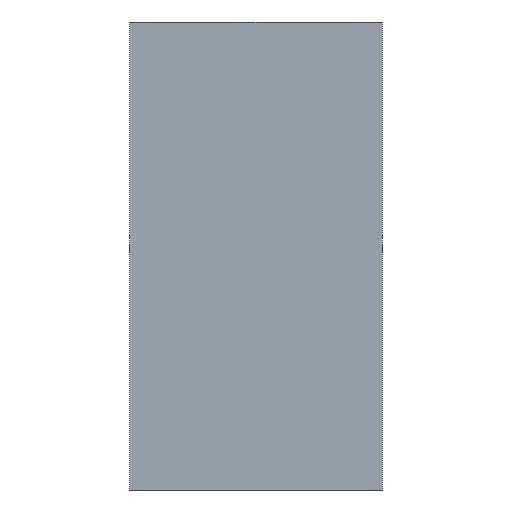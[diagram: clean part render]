
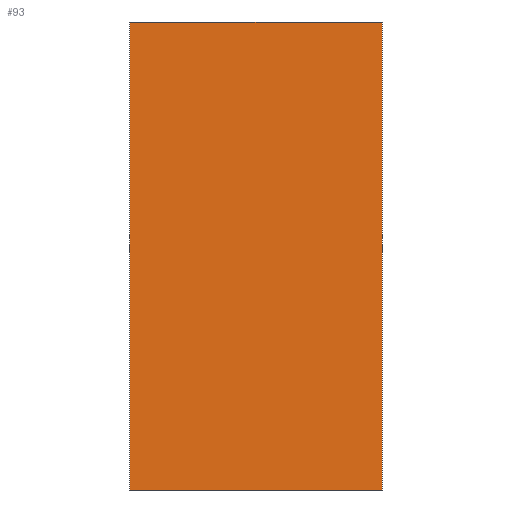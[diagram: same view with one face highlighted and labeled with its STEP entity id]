
A CAD part, front view. The second image highlights one B-rep face of the part: STEP entity #93.
In plain terms, the highlighted planar face has unit normal (0.707, -0.707, 0).
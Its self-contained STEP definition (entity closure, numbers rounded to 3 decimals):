
#93=ADVANCED_FACE('',(#155),#157,.T.);
#155=FACE_BOUND('',#156,.T.);
#156=EDGE_LOOP('',(#196,#197,#198,#199));
#157=PLANE('',#158);
#158=AXIS2_PLACEMENT_3D('',#159,#160,#161);
#159=CARTESIAN_POINT('',(0.,-21.415,0.));
#160=DIRECTION('',(0.707,-0.707,0.));
#161=DIRECTION('',(0.707,0.707,0.));
#196=ORIENTED_EDGE('',*,*,#228,.T.);
#197=ORIENTED_EDGE('',*,*,#215,.T.);
#198=ORIENTED_EDGE('',*,*,#229,.F.);
#199=ORIENTED_EDGE('',*,*,#226,.F.);
#215=EDGE_CURVE('',#230,#235,#237,.T.);
#226=EDGE_CURVE('',#253,#255,#256,.T.);
#228=EDGE_CURVE('',#253,#230,#258,.T.);
#229=EDGE_CURVE('',#255,#235,#259,.T.);
#230=VERTEX_POINT('',#260);
#235=VERTEX_POINT('',#269);
#237=LINE('',#273,#274);
#253=VERTEX_POINT('',#309);
#255=VERTEX_POINT('',#313);
#256=LINE('',#314,#315);
#258=LINE('',#320,#321);
#259=LINE('',#323,#324);
#260=CARTESIAN_POINT('',(6.364,-15.051,0.));
#269=CARTESIAN_POINT('',(6.364,-15.051,11.8));
#273=CARTESIAN_POINT('',(6.364,-15.051,0.));
#274=VECTOR('',#275,1.);
#275=DIRECTION('',(0.,0.,1.));
#309=CARTESIAN_POINT('',(0.,-21.415,0.));
#313=CARTESIAN_POINT('',(0.,-21.415,11.8));
#314=CARTESIAN_POINT('',(0.,-21.415,0.));
#315=VECTOR('',#316,1.);
#316=DIRECTION('',(0.,0.,1.));
#320=CARTESIAN_POINT('',(0.,-21.415,0.));
#321=VECTOR('',#322,1.);
#322=DIRECTION('',(0.707,0.707,0.));
#323=CARTESIAN_POINT('',(0.,-21.415,11.8));
#324=VECTOR('',#325,1.);
#325=DIRECTION('',(0.707,0.707,0.));
